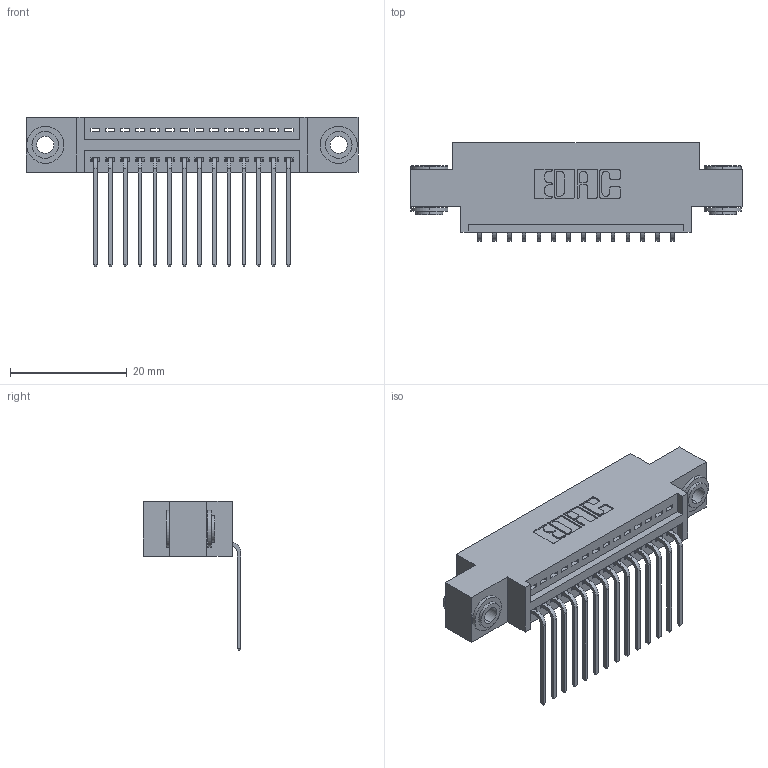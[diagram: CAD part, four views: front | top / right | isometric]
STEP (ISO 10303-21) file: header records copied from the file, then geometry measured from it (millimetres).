
FILE_DESCRIPTION (( 'STEP AP203' ), '1' );
FILE_NAME ('345-014-559-603.STEP', '2019-10-04T11:27:17', ( '' ), ( '' ), 'SwSTEP 2.0', 'SolidWorks 2016', '' );
FILE_SCHEMA (( 'CONFIG_CONTROL_DESIGN' ));
Length unit declared in the file: inch
Products named in the file (4): 345-250-002_345-250-002-102; 345-014-559-603; 345-292-001_558 559 Tail - 1; 345 Part_0.170 Offset - 0.156 Dia-TH
Assembly tree (17 placements, depth 2):
  345-014-559-603
    345 Part_0.170 Offset - 0.156 Dia-TH
    345-292-001_558 559 Tail - 1  x14
    345-250-002_345-250-002-102  x2
Bounding box: 56.77 x 16.75 x 25.53 mm (x, y, z)
Volume: 5115.3 mm3; surface area: 7032.3 mm2
Topology: 17 solids, 17 shells, 1008 faces, 2977 edges, 1962 vertices
Faces by surface type: plane 682, cylinder 318, cone 8
Entity records: 15172 total; most frequent: CARTESIAN_POINT 2609, ORIENTED_EDGE 2550, DIRECTION 2349, EDGE_CURVE 1275, LINE 1063, VECTOR 1063, VERTEX_POINT 846, AXIS2_PLACEMENT_3D 643
